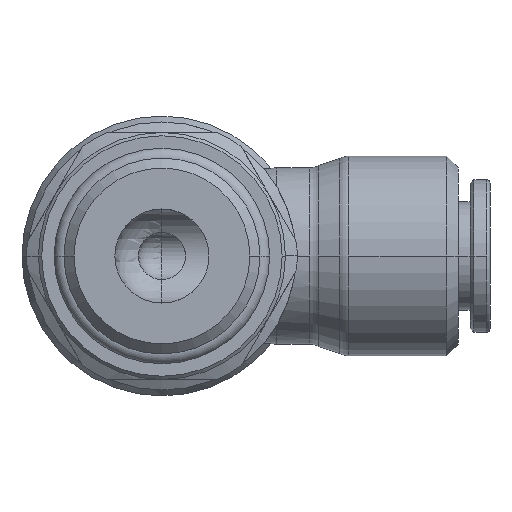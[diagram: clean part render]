
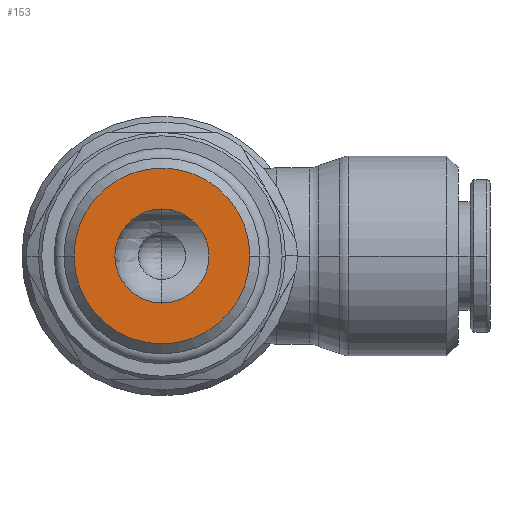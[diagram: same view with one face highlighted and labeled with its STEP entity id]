
A CAD part, front view. The second image highlights one B-rep face of the part: STEP entity #153.
In plain terms, the highlighted planar face has unit normal (0, -1, 0).
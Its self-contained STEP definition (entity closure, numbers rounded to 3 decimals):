
#153=ADVANCED_FACE('',(#424,#425),#426,.T.);
#424=FACE_BOUND('',#745,.T.);
#425=FACE_OUTER_BOUND('',#746,.T.);
#426=PLANE('',#747);
#745=EDGE_LOOP('',(#1680,#1681));
#746=EDGE_LOOP('',(#1682,#1683));
#747=AXIS2_PLACEMENT_3D('',#1684,#1685,#1686);
#1680=ORIENTED_EDGE('',*,*,#2314,.T.);
#1681=ORIENTED_EDGE('',*,*,#2290,.T.);
#1682=ORIENTED_EDGE('',*,*,#2172,.F.);
#1683=ORIENTED_EDGE('',*,*,#2356,.F.);
#1684=CARTESIAN_POINT('',(3.738,-12.05,0.0));
#1685=DIRECTION('',(-0.0,-1.0,-0.0));
#1686=DIRECTION('',(-1.0,0.0,0.0));
#2172=EDGE_CURVE('',#2640,#2642,#2643,.T.);
#2290=EDGE_CURVE('',#2848,#2854,#2856,.T.);
#2314=EDGE_CURVE('',#2854,#2848,#2893,.T.);
#2356=EDGE_CURVE('',#2642,#2640,#2938,.T.);
#2640=VERTEX_POINT('',#3409);
#2642=VERTEX_POINT('',#3412);
#2643=CIRCLE('',#3413,7.475);
#2848=VERTEX_POINT('',#3849);
#2854=VERTEX_POINT('',#3856);
#2856=CIRCLE('',#3859,4.0);
#2893=CIRCLE('',#3978,4.0);
#2938=CIRCLE('',#4066,7.475);
#3409=CARTESIAN_POINT('',(7.475,-12.05,0.0));
#3412=CARTESIAN_POINT('',(-7.475,-12.05,0.));
#3413=AXIS2_PLACEMENT_3D('',#4631,#4632,#4633);
#3849=CARTESIAN_POINT('',(4.0,-12.05,0.));
#3856=CARTESIAN_POINT('',(-4.0,-12.05,0.));
#3859=AXIS2_PLACEMENT_3D('',#4897,#4898,#4899);
#3978=AXIS2_PLACEMENT_3D('',#4951,#4952,#4953);
#4066=AXIS2_PLACEMENT_3D('',#5062,#5063,#5064);
#4631=CARTESIAN_POINT('',(0.0,-12.05,0.0));
#4632=DIRECTION('',(-0.0,1.0,0.0));
#4633=DIRECTION('',(1.0,0.0,0.0));
#4897=CARTESIAN_POINT('',(0.0,-12.05,0.0));
#4898=DIRECTION('',(-0.0,1.0,0.0));
#4899=DIRECTION('',(1.0,0.0,0.0));
#4951=CARTESIAN_POINT('',(0.0,-12.05,0.0));
#4952=DIRECTION('',(-0.0,1.0,0.0));
#4953=DIRECTION('',(1.0,0.0,0.0));
#5062=CARTESIAN_POINT('',(0.0,-12.05,0.0));
#5063=DIRECTION('',(-0.0,1.0,0.0));
#5064=DIRECTION('',(1.0,0.0,0.0));
